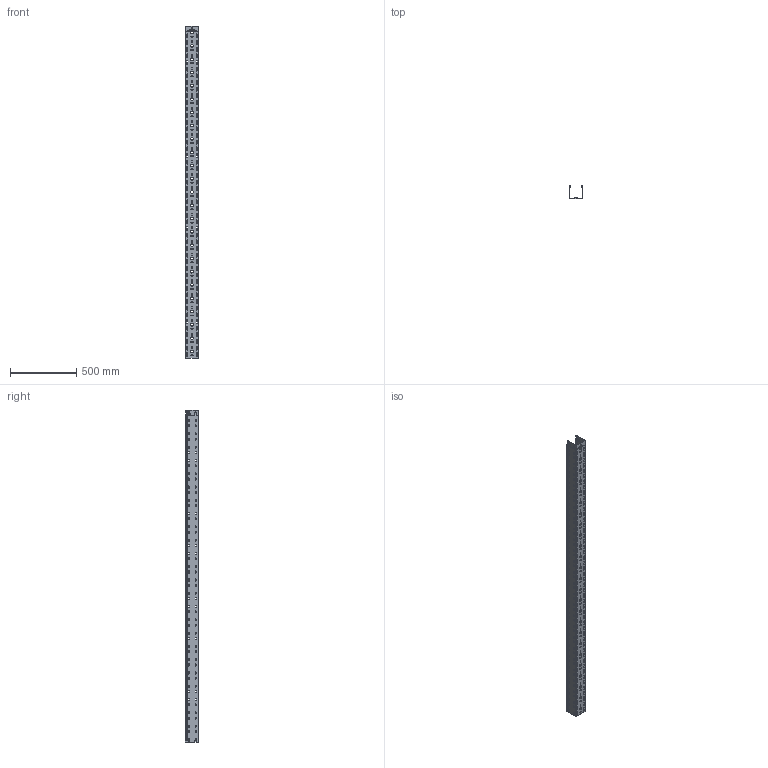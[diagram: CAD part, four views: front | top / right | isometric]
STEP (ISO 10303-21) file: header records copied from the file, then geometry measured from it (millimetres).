
FILE_DESCRIPTION(/* description */ (''),/* implementation_level */ '2;1');
FILE_NAME(/* name */ 'LPplus100x100x1.0x2500.ipt.stp',/* time_stamp */ '2023-05-26T12:30:48+03:00',/* author */ ('Ртищев А.О.'),/* organization */ (''),/* preprocessor_version */ 'ST-DEVELOPER v19.2',/* originating_system */ 'Autodesk Inventor 2023',/* authorisation */ '');
FILE_SCHEMA (('AUTOMOTIVE_DESIGN { 1 0 10303 214 3 1 1 }'));
Length unit declared in the file: millimetre
Products named in the file (1): LPplus
Bounding box: 99.95 x 101.5 x 2500 mm (x, y, z)
Volume: 767947.3 mm3; surface area: 1560684.1 mm2
Topology: 1 solids, 1 shells, 1676 faces, 4946 edges, 3268 vertices
Faces by surface type: cylinder 835, plane 809, bspline 32
Full cylindrical faces by diameter (mm): 20 x24
Entity records: 59663 total; most frequent: CARTESIAN_POINT 10229, DIRECTION 9926, ORIENTED_EDGE 9892, EDGE_CURVE 4946, AXIS2_PLACEMENT_3D 3349, VERTEX_POINT 3268, LINE 3228, VECTOR 3228
